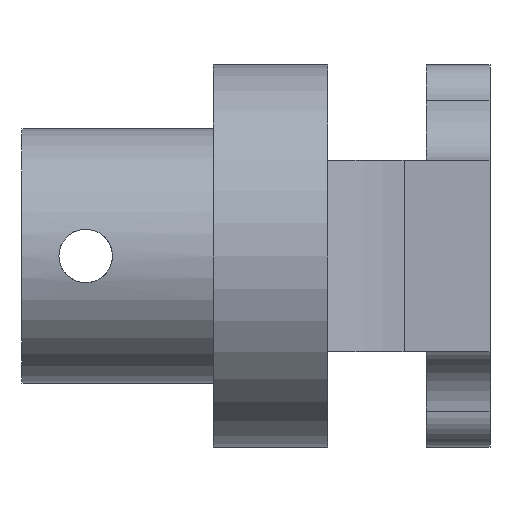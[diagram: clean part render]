
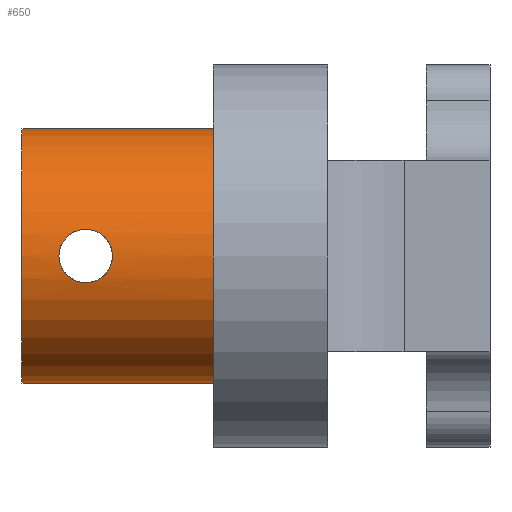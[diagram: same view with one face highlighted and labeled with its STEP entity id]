
A CAD part, left-side view. The second image highlights one B-rep face of the part: STEP entity #650.
In plain terms, the highlighted cylindrical face has radius 10 mm (diameter 20 mm), a partial arc.
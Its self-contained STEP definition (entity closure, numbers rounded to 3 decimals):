
#13 = VECTOR ( 'NONE', #2800, 1000. ) ;
#39 = CARTESIAN_POINT ( 'NONE',  ( 6.667, 13.946, 16.821 ) ) ;
#60 = VERTEX_POINT ( 'NONE', #2748 ) ;
#62 = CARTESIAN_POINT ( 'NONE',  ( 6.5, 17.1, 14.862 ) ) ;
#88 = CARTESIAN_POINT ( 'NONE',  ( 6.709, 15.547, 12.968 ) ) ;
#96 = B_SPLINE_CURVE_WITH_KNOTS ( 'NONE', 3,
 ( #1311, #1990, #1537, #279, #1350, #1556, #683, #2208, #2216, #906, #2199, #2425, #2653, #62, #1330, #1568, #1547, #2698, #1366, #302, #504, #1805, #1376, #950, #88, #1357, #1382, #2462 ),
 .UNSPECIFIED., .F., .F.,
 ( 4, 2, 2, 2, 2, 2, 2, 2, 2, 2, 2, 2, 2, 4 ),
 ( 0.007, 0.007, 0.008, 0.008, 0.009, 0.009, 0.01, 0.01, 0.011, 0.011, 0.012, 0.012, 0.013, 0.013 ),
 .UNSPECIFIED. ) ;
#188 = CARTESIAN_POINT ( 'NONE',  ( 6.625, 13.611, 13.419 ) ) ;
#268 = CIRCLE ( 'NONE', #568, 10. ) ;
#279 = CARTESIAN_POINT ( 'NONE',  ( 6.68, 15.931, 16.887 ) ) ;
#302 = CARTESIAN_POINT ( 'NONE',  ( 6.582, 16.67, 13.72 ) ) ;
#348 = ORIENTED_EDGE ( 'NONE', *, *, #1062, .F. ) ;
#358 = LINE ( 'NONE', #849, #1024 ) ;
#379 = EDGE_CURVE ( 'NONE', #930, #1080, #268, .T. ) ;
#399 = CARTESIAN_POINT ( 'NONE',  ( 6.553, 13.165, 13.942 ) ) ;
#504 = CARTESIAN_POINT ( 'NONE',  ( 6.596, 16.582, 13.612 ) ) ;
#518 = B_SPLINE_CURVE_WITH_KNOTS ( 'NONE', 3,
 ( #2597, #638, #2372, #2794, #2569, #1240, #1051, #1464, #188, #1684, #399, #2142, #1476, #826, #2358, #1046, #2579, #1247, #1920, #2803, #607, #838, #1259, #39, #2647, #2214, #1545, #1534, #1325, #1119 ),
 .UNSPECIFIED., .F., .F.,
 ( 4, 2, 2, 2, 2, 2, 2, 2, 2, 2, 2, 2, 2, 2, 4 ),
 ( 0., 0., 0.001, 0.001, 0.002, 0.002, 0.003, 0.003, 0.004, 0.004, 0.005, 0.005, 0.006, 0.006, 0.007 ),
 .UNSPECIFIED. ) ;
#568 = AXIS2_PLACEMENT_3D ( 'NONE', #2010, #2676, #677 ) ;
#569 = DIRECTION ( 'NONE',  ( 0., 1., 0. ) ) ;
#585 = ORIENTED_EDGE ( 'NONE', *, *, #1934, .F. ) ;
#605 = CARTESIAN_POINT ( 'NONE',  ( 16.5, -26.284, 15. ) ) ;
#607 = CARTESIAN_POINT ( 'NONE',  ( 6.582, 13.32, 16.29 ) ) ;
#638 = CARTESIAN_POINT ( 'NONE',  ( 6.723, 14.861, 12.9 ) ) ;
#650 = ADVANCED_FACE ( 'NONE', ( #1770, #956 ), #1601, .T. ) ;
#677 = DIRECTION ( 'NONE',  ( 0., 0., -1. ) ) ;
#683 = CARTESIAN_POINT ( 'NONE',  ( 6.626, 16.387, 16.583 ) ) ;
#772 = DIRECTION ( 'NONE',  ( 0., 0., 1. ) ) ;
#826 = CARTESIAN_POINT ( 'NONE',  ( 6.503, 12.913, 14.725 ) ) ;
#838 = CARTESIAN_POINT ( 'NONE',  ( 6.626, 13.613, 16.583 ) ) ;
#849 = CARTESIAN_POINT ( 'NONE',  ( 16.5, -26.284, 25. ) ) ;
#906 = CARTESIAN_POINT ( 'NONE',  ( 6.555, 16.821, 16.054 ) ) ;
#930 = VERTEX_POINT ( 'NONE', #2133 ) ;
#950 = CARTESIAN_POINT ( 'NONE',  ( 6.7, 15.681, 13.009 ) ) ;
#956 = FACE_BOUND ( 'NONE', #1817, .T. ) ;
#961 = CARTESIAN_POINT ( 'NONE',  ( 16.5, 20., 25. ) ) ;
#971 = EDGE_CURVE ( 'NONE', #930, #2166, #358, .T. ) ;
#1021 = CARTESIAN_POINT ( 'NONE',  ( 16.5, -26.284, 5. ) ) ;
#1024 = VECTOR ( 'NONE', #2381, 1000. ) ;
#1046 = CARTESIAN_POINT ( 'NONE',  ( 6.5, 12.9, 15.137 ) ) ;
#1051 = CARTESIAN_POINT ( 'NONE',  ( 6.667, 13.947, 13.178 ) ) ;
#1062 = EDGE_CURVE ( 'NONE', #1811, #60, #518, .T. ) ;
#1080 = VERTEX_POINT ( 'NONE', #1758 ) ;
#1085 = ORIENTED_EDGE ( 'NONE', *, *, #2220, .F. ) ;
#1086 = CARTESIAN_POINT ( 'NONE',  ( 6.723, 15., 12.9 ) ) ;
#1119 = CARTESIAN_POINT ( 'NONE',  ( 6.723, 15., 17.1 ) ) ;
#1240 = CARTESIAN_POINT ( 'NONE',  ( 6.679, 14.067, 13.113 ) ) ;
#1247 = CARTESIAN_POINT ( 'NONE',  ( 6.514, 12.968, 15.546 ) ) ;
#1259 = CARTESIAN_POINT ( 'NONE',  ( 6.64, 13.718, 16.669 ) ) ;
#1311 = CARTESIAN_POINT ( 'NONE',  ( 6.723, 15., 17.1 ) ) ;
#1325 = CARTESIAN_POINT ( 'NONE',  ( 6.723, 14.863, 17.1 ) ) ;
#1330 = CARTESIAN_POINT ( 'NONE',  ( 6.503, 17.087, 14.726 ) ) ;
#1350 = CARTESIAN_POINT ( 'NONE',  ( 6.667, 16.053, 16.822 ) ) ;
#1357 = CARTESIAN_POINT ( 'NONE',  ( 6.72, 15.276, 12.914 ) ) ;
#1366 = CARTESIAN_POINT ( 'NONE',  ( 6.555, 16.823, 13.948 ) ) ;
#1376 = CARTESIAN_POINT ( 'NONE',  ( 6.669, 16.059, 13.166 ) ) ;
#1382 = CARTESIAN_POINT ( 'NONE',  ( 6.723, 15.139, 12.9 ) ) ;
#1391 = LINE ( 'NONE', #1021, #13 ) ;
#1464 = CARTESIAN_POINT ( 'NONE',  ( 6.64, 13.719, 13.33 ) ) ;
#1476 = CARTESIAN_POINT ( 'NONE',  ( 6.514, 12.968, 14.454 ) ) ;
#1534 = CARTESIAN_POINT ( 'NONE',  ( 6.72, 14.723, 17.086 ) ) ;
#1537 = CARTESIAN_POINT ( 'NONE',  ( 6.711, 15.551, 17.045 ) ) ;
#1545 = CARTESIAN_POINT ( 'NONE',  ( 6.709, 14.453, 17.032 ) ) ;
#1547 = CARTESIAN_POINT ( 'NONE',  ( 6.522, 16.992, 14.323 ) ) ;
#1556 = CARTESIAN_POINT ( 'NONE',  ( 6.64, 16.282, 16.669 ) ) ;
#1568 = CARTESIAN_POINT ( 'NONE',  ( 6.514, 17.033, 14.457 ) ) ;
#1601 = CYLINDRICAL_SURFACE ( 'NONE', #1679, 10. ) ;
#1653 = CARTESIAN_POINT ( 'NONE',  ( 16.5, 20., 15. ) ) ;
#1679 = AXIS2_PLACEMENT_3D ( 'NONE', #605, #2125, #2148 ) ;
#1684 = CARTESIAN_POINT ( 'NONE',  ( 6.582, 13.322, 13.709 ) ) ;
#1711 = ORIENTED_EDGE ( 'NONE', *, *, #379, .F. ) ;
#1758 = CARTESIAN_POINT ( 'NONE',  ( 16.5, 5., 5. ) ) ;
#1770 = FACE_OUTER_BOUND ( 'NONE', #2104, .T. ) ;
#1805 = CARTESIAN_POINT ( 'NONE',  ( 6.64, 16.293, 13.323 ) ) ;
#1811 = VERTEX_POINT ( 'NONE', #1086 ) ;
#1817 = EDGE_LOOP ( 'NONE', ( #348, #585 ) ) ;
#1823 = AXIS2_PLACEMENT_3D ( 'NONE', #1653, #569, #772 ) ;
#1920 = CARTESIAN_POINT ( 'NONE',  ( 6.522, 13.007, 15.677 ) ) ;
#1923 = CIRCLE ( 'NONE', #1823, 10. ) ;
#1934 = EDGE_CURVE ( 'NONE', #60, #1811, #96, .T. ) ;
#1946 = ORIENTED_EDGE ( 'NONE', *, *, #971, .T. ) ;
#1990 = CARTESIAN_POINT ( 'NONE',  ( 6.723, 15.274, 17.1 ) ) ;
#2010 = CARTESIAN_POINT ( 'NONE',  ( 16.5, 5., 15. ) ) ;
#2033 = ORIENTED_EDGE ( 'NONE', *, *, #2719, .F. ) ;
#2104 = EDGE_LOOP ( 'NONE', ( #1085, #1711, #1946, #2033 ) ) ;
#2125 = DIRECTION ( 'NONE',  ( 0., 1., 0. ) ) ;
#2133 = CARTESIAN_POINT ( 'NONE',  ( 16.5, 5., 25. ) ) ;
#2142 = CARTESIAN_POINT ( 'NONE',  ( 6.522, 13.008, 14.321 ) ) ;
#2147 = CARTESIAN_POINT ( 'NONE',  ( 16.5, 20., 5. ) ) ;
#2148 = DIRECTION ( 'NONE',  ( 0., 0., 1. ) ) ;
#2166 = VERTEX_POINT ( 'NONE', #961 ) ;
#2199 = CARTESIAN_POINT ( 'NONE',  ( 6.543, 16.886, 15.934 ) ) ;
#2201 = VERTEX_POINT ( 'NONE', #2147 ) ;
#2208 = CARTESIAN_POINT ( 'NONE',  ( 6.596, 16.581, 16.389 ) ) ;
#2214 = CARTESIAN_POINT ( 'NONE',  ( 6.7, 14.322, 16.992 ) ) ;
#2216 = CARTESIAN_POINT ( 'NONE',  ( 6.582, 16.669, 16.281 ) ) ;
#2220 = EDGE_CURVE ( 'NONE', #1080, #2201, #1391, .T. ) ;
#2358 = CARTESIAN_POINT ( 'NONE',  ( 6.5, 12.9, 14.862 ) ) ;
#2372 = CARTESIAN_POINT ( 'NONE',  ( 6.72, 14.724, 12.914 ) ) ;
#2381 = DIRECTION ( 'NONE',  ( 0., 1., 0. ) ) ;
#2425 = CARTESIAN_POINT ( 'NONE',  ( 6.512, 17.045, 15.551 ) ) ;
#2462 = CARTESIAN_POINT ( 'NONE',  ( 6.723, 15., 12.9 ) ) ;
#2569 = CARTESIAN_POINT ( 'NONE',  ( 6.7, 14.322, 13.008 ) ) ;
#2579 = CARTESIAN_POINT ( 'NONE',  ( 6.503, 12.914, 15.276 ) ) ;
#2597 = CARTESIAN_POINT ( 'NONE',  ( 6.723, 15., 12.9 ) ) ;
#2647 = CARTESIAN_POINT ( 'NONE',  ( 6.68, 14.069, 16.887 ) ) ;
#2653 = CARTESIAN_POINT ( 'NONE',  ( 6.5, 17.1, 15.278 ) ) ;
#2676 = DIRECTION ( 'NONE',  ( 0., -1., 0. ) ) ;
#2698 = CARTESIAN_POINT ( 'NONE',  ( 6.543, 16.887, 14.069 ) ) ;
#2719 = EDGE_CURVE ( 'NONE', #2201, #2166, #1923, .T. ) ;
#2748 = CARTESIAN_POINT ( 'NONE',  ( 6.723, 15., 17.1 ) ) ;
#2794 = CARTESIAN_POINT ( 'NONE',  ( 6.709, 14.455, 12.967 ) ) ;
#2800 = DIRECTION ( 'NONE',  ( 0., 1., 0. ) ) ;
#2803 = CARTESIAN_POINT ( 'NONE',  ( 6.553, 13.166, 16.059 ) ) ;
